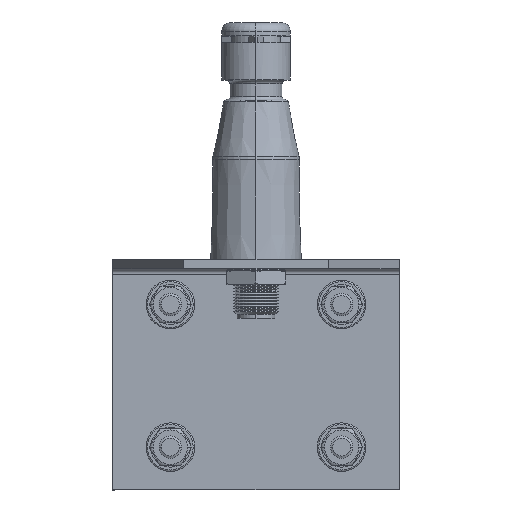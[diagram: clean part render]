
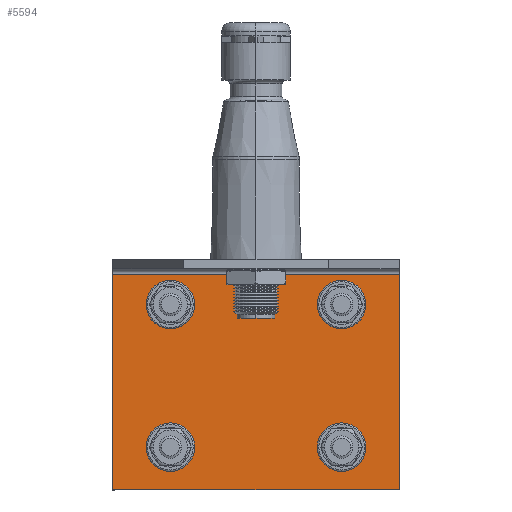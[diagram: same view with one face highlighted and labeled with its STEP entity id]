
A CAD part, top view. The second image highlights one B-rep face of the part: STEP entity #5594.
In plain terms, the highlighted face is planar.
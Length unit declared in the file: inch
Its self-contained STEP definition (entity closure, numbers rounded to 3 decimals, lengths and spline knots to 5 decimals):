
#1657 = VECTOR ( 'NONE', #9782, 39.37008 ) ;
#1668 = CIRCLE ( 'NONE', #22243, 0.1755 ) ;
#1671 = LINE ( 'NONE', #9795, #1679 ) ;
#1679 = VECTOR ( 'NONE', #9793, 39.37008 ) ;
#1694 = CIRCLE ( 'NONE', #22252, 0.1755 ) ;
#1711 = LINE ( 'NONE', #2634, #1718 ) ;
#1718 = VECTOR ( 'NONE', #2637, 39.37008 ) ;
#1783 = CIRCLE ( 'NONE', #22275, 0.1755 ) ;
#1795 = CIRCLE ( 'NONE', #22283, 0.1755 ) ;
#1821 = CIRCLE ( 'NONE', #22292, 0.1755 ) ;
#1874 = CIRCLE ( 'NONE', #22305, 0.1755 ) ;
#1947 = CIRCLE ( 'NONE', #22348, 0.1755 ) ;
#2542 = DIRECTION ( 'NONE',  ( -1., 0., 0. ) ) ;
#2634 = CARTESIAN_POINT ( 'NONE',  ( -3.175, 1.975, -0.127 ) ) ;
#2637 = DIRECTION ( 'NONE',  ( 0., -1., 0. ) ) ;
#2762 = CARTESIAN_POINT ( 'NONE',  ( -2.5845, -1.1811, -0.127 ) ) ;
#2764 = DIRECTION ( 'NONE',  ( 0., 0., -1. ) ) ;
#2766 = DIRECTION ( 'NONE',  ( -1., 0., 0. ) ) ;
#2811 = CARTESIAN_POINT ( 'NONE',  ( -0.6175, -1.1811, -0.127 ) ) ;
#2813 = DIRECTION ( 'NONE',  ( 0., 0., -1. ) ) ;
#2815 = DIRECTION ( 'NONE',  ( -1., 0., 0. ) ) ;
#2857 = CARTESIAN_POINT ( 'NONE',  ( -2.5845, -1.1811, -0.127 ) ) ;
#2859 = DIRECTION ( 'NONE',  ( 0., 0., -1. ) ) ;
#2861 = DIRECTION ( 'NONE',  ( -1., 0., 0. ) ) ;
#2954 = CARTESIAN_POINT ( 'NONE',  ( -0.6175, 1.1811, -0.127 ) ) ;
#2956 = DIRECTION ( 'NONE',  ( 0., 0., -1. ) ) ;
#2958 = DIRECTION ( 'NONE',  ( -1., 0., 0. ) ) ;
#3203 = CARTESIAN_POINT ( 'NONE',  ( -2.5845, 1.1811, -0.127 ) ) ;
#3205 = DIRECTION ( 'NONE',  ( 0., 0., -1. ) ) ;
#3206 = DIRECTION ( 'NONE',  ( -1., 0., 0. ) ) ;
#5594 = ADVANCED_FACE ( 'NONE', ( #24103, #24104, #24106, #24102, #24107 ), #17232, .F. ) ;
#7197 = ORIENTED_EDGE ( 'NONE', *, *, #16427, .F. ) ;
#7212 = ORIENTED_EDGE ( 'NONE', *, *, #16440, .T. ) ;
#7256 = ORIENTED_EDGE ( 'NONE', *, *, #16420, .F. ) ;
#7296 = ORIENTED_EDGE ( 'NONE', *, *, #16500, .F. ) ;
#7332 = ORIENTED_EDGE ( 'NONE', *, *, #16443, .F. ) ;
#7368 = ORIENTED_EDGE ( 'NONE', *, *, #16494, .F. ) ;
#7369 = ORIENTED_EDGE ( 'NONE', *, *, #16485, .F. ) ;
#7384 = ORIENTED_EDGE ( 'NONE', *, *, #16452, .F. ) ;
#7398 = ORIENTED_EDGE ( 'NONE', *, *, #16518, .F. ) ;
#7427 = ORIENTED_EDGE ( 'NONE', *, *, #16548, .F. ) ;
#7477 = ORIENTED_EDGE ( 'NONE', *, *, #16447, .T. ) ;
#7526 = ORIENTED_EDGE ( 'NONE', *, *, #16463, .F. ) ;
#9727 = CARTESIAN_POINT ( 'NONE',  ( -0.2, 1.975, -0.127 ) ) ;
#9732 = DIRECTION ( 'NONE',  ( -1., 0., 0. ) ) ;
#9749 = CARTESIAN_POINT ( 'NONE',  ( -0.6175, -1.1811, -0.127 ) ) ;
#9750 = DIRECTION ( 'NONE',  ( 0., 0., -1. ) ) ;
#9751 = DIRECTION ( 'NONE',  ( -1., 0., 0. ) ) ;
#9781 = CARTESIAN_POINT ( 'NONE',  ( -0.2, 1.975, -0.127 ) ) ;
#9782 = DIRECTION ( 'NONE',  ( 0., -1., 0. ) ) ;
#9789 = CARTESIAN_POINT ( 'NONE',  ( -2.5845, 1.1811, -0.127 ) ) ;
#9790 = DIRECTION ( 'NONE',  ( 0., 0., -1. ) ) ;
#9791 = DIRECTION ( 'NONE',  ( -1., 0., 0. ) ) ;
#9793 = DIRECTION ( 'NONE',  ( -1., 0., 0. ) ) ;
#9795 = CARTESIAN_POINT ( 'NONE',  ( -0.2, -1.975, -0.127 ) ) ;
#9808 = CARTESIAN_POINT ( 'NONE',  ( -0.6175, 1.1811, -0.127 ) ) ;
#9809 = DIRECTION ( 'NONE',  ( 0., 0., -1. ) ) ;
#13578 = VERTEX_POINT ( 'NONE', #31610 ) ;
#13586 = VERTEX_POINT ( 'NONE', #31615 ) ;
#13598 = VERTEX_POINT ( 'NONE', #31619 ) ;
#13605 = VERTEX_POINT ( 'NONE', #31621 ) ;
#13618 = VERTEX_POINT ( 'NONE', #31626 ) ;
#13624 = VERTEX_POINT ( 'NONE', #31628 ) ;
#13626 = VERTEX_POINT ( 'NONE', #31629 ) ;
#13629 = VERTEX_POINT ( 'NONE', #31630 ) ;
#13633 = VERTEX_POINT ( 'NONE', #31632 ) ;
#13643 = VERTEX_POINT ( 'NONE', #31638 ) ;
#13676 = VERTEX_POINT ( 'NONE', #31649 ) ;
#15900 = AXIS2_PLACEMENT_3D ( 'NONE', #17290, #17292, #17296 ) ;
#16420 = EDGE_CURVE ( 'NONE', #13605, #23244, #30106, .T. ) ;
#16427 = EDGE_CURVE ( 'NONE', #13629, #13633, #30117, .T. ) ;
#16440 = EDGE_CURVE ( 'NONE', #13605, #13578, #30150, .T. ) ;
#16443 = EDGE_CURVE ( 'NONE', #13676, #13643, #1668, .T. ) ;
#16447 = EDGE_CURVE ( 'NONE', #13578, #13598, #1671, .T. ) ;
#16452 = EDGE_CURVE ( 'NONE', #13618, #13624, #1694, .T. ) ;
#16463 = EDGE_CURVE ( 'NONE', #23244, #13598, #1711, .T. ) ;
#16485 = EDGE_CURVE ( 'NONE', #13586, #13626, #1783, .T. ) ;
#16494 = EDGE_CURVE ( 'NONE', #13633, #13629, #1795, .T. ) ;
#16500 = EDGE_CURVE ( 'NONE', #13626, #13586, #1821, .T. ) ;
#16518 = EDGE_CURVE ( 'NONE', #13624, #13618, #1874, .T. ) ;
#16548 = EDGE_CURVE ( 'NONE', #13643, #13676, #1947, .T. ) ;
#17232 = PLANE ( 'NONE',  #15900 ) ;
#17290 = CARTESIAN_POINT ( 'NONE',  ( -0.2, 1.975, -0.127 ) ) ;
#17292 = DIRECTION ( 'NONE',  ( 0., 0., 1. ) ) ;
#17296 = DIRECTION ( 'NONE',  ( 1., 0., 0. ) ) ;
#19461 = EDGE_LOOP ( 'NONE', ( #7197, #7368 ) ) ;
#19467 = EDGE_LOOP ( 'NONE', ( #7384, #7398 ) ) ;
#19491 = EDGE_LOOP ( 'NONE', ( #7477, #7526, #7256, #7212 ) ) ;
#19498 = EDGE_LOOP ( 'NONE', ( #7369, #7296 ) ) ;
#19510 = EDGE_LOOP ( 'NONE', ( #7332, #7427 ) ) ;
#22226 = AXIS2_PLACEMENT_3D ( 'NONE', #9749, #9750, #9751 ) ;
#22243 = AXIS2_PLACEMENT_3D ( 'NONE', #9789, #9790, #9791 ) ;
#22252 = AXIS2_PLACEMENT_3D ( 'NONE', #9808, #9809, #2542 ) ;
#22275 = AXIS2_PLACEMENT_3D ( 'NONE', #2762, #2764, #2766 ) ;
#22283 = AXIS2_PLACEMENT_3D ( 'NONE', #2811, #2813, #2815 ) ;
#22292 = AXIS2_PLACEMENT_3D ( 'NONE', #2857, #2859, #2861 ) ;
#22305 = AXIS2_PLACEMENT_3D ( 'NONE', #2954, #2956, #2958 ) ;
#22348 = AXIS2_PLACEMENT_3D ( 'NONE', #3203, #3205, #3206 ) ;
#23244 = VERTEX_POINT ( 'NONE', #25036 ) ;
#24102 = FACE_BOUND ( 'NONE', #19498, .T. ) ;
#24103 = FACE_BOUND ( 'NONE', #19510, .T. ) ;
#24104 = FACE_BOUND ( 'NONE', #19467, .T. ) ;
#24106 = FACE_BOUND ( 'NONE', #19461, .T. ) ;
#24107 = FACE_OUTER_BOUND ( 'NONE', #19491, .T. ) ;
#25036 = CARTESIAN_POINT ( 'NONE',  ( -3.175, 1.975, -0.127 ) ) ;
#30106 = LINE ( 'NONE', #9727, #30112 ) ;
#30112 = VECTOR ( 'NONE', #9732, 39.37008 ) ;
#30117 = CIRCLE ( 'NONE', #22226, 0.1755 ) ;
#30150 = LINE ( 'NONE', #9781, #1657 ) ;
#31610 = CARTESIAN_POINT ( 'NONE',  ( -0.2, -1.975, -0.127 ) ) ;
#31615 = CARTESIAN_POINT ( 'NONE',  ( -2.76, -1.1811, -0.127 ) ) ;
#31619 = CARTESIAN_POINT ( 'NONE',  ( -3.175, -1.975, -0.127 ) ) ;
#31621 = CARTESIAN_POINT ( 'NONE',  ( -0.2, 1.975, -0.127 ) ) ;
#31626 = CARTESIAN_POINT ( 'NONE',  ( -0.793, 1.1811, -0.127 ) ) ;
#31628 = CARTESIAN_POINT ( 'NONE',  ( -0.442, 1.1811, -0.127 ) ) ;
#31629 = CARTESIAN_POINT ( 'NONE',  ( -2.409, -1.1811, -0.127 ) ) ;
#31630 = CARTESIAN_POINT ( 'NONE',  ( -0.793, -1.1811, -0.127 ) ) ;
#31632 = CARTESIAN_POINT ( 'NONE',  ( -0.442, -1.1811, -0.127 ) ) ;
#31638 = CARTESIAN_POINT ( 'NONE',  ( -2.409, 1.1811, -0.127 ) ) ;
#31649 = CARTESIAN_POINT ( 'NONE',  ( -2.76, 1.1811, -0.127 ) ) ;
